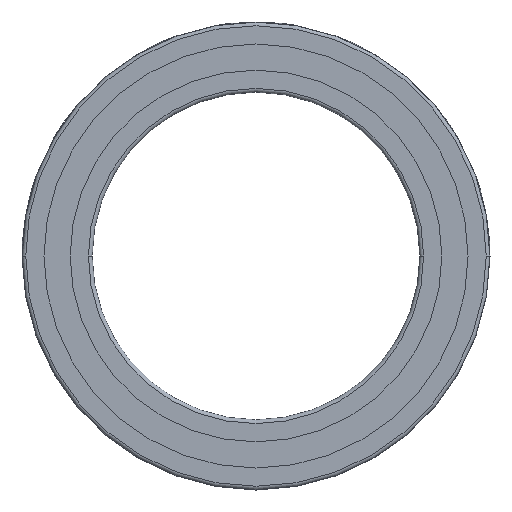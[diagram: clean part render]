
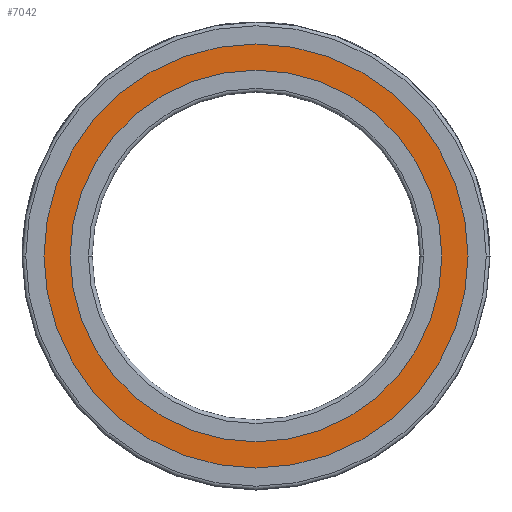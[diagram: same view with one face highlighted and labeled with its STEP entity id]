
A CAD part, left-side view. The second image highlights one B-rep face of the part: STEP entity #7042.
In plain terms, the highlighted planar face has unit normal (-1, 0, 0).
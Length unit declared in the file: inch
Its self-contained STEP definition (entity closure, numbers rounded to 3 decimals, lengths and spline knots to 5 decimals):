
#2270=CARTESIAN_POINT('',(-0.2835,0.,0.));
#2271=DIRECTION('',(-1.,0.,0.));
#2272=DIRECTION('',(0.,-1.,0.));
#2273=AXIS2_PLACEMENT_3D('',#2270,#2271,#2272);
#2280=CARTESIAN_POINT('',(-0.2835,0.,0.));
#2281=DIRECTION('',(1.,0.,0.));
#2282=DIRECTION('',(0.,1.,0.));
#2283=AXIS2_PLACEMENT_3D('',#2280,#2281,#2282);
#2285=CARTESIAN_POINT('',(-0.2835,0.,0.));
#2286=DIRECTION('',(1.,0.,0.));
#2287=DIRECTION('',(0.,-1.,0.));
#2288=AXIS2_PLACEMENT_3D('',#2285,#2286,#2287);
#2452=CARTESIAN_POINT('',(-0.2835,0.,0.));
#2453=DIRECTION('',(-1.,0.,0.));
#2454=DIRECTION('',(0.,1.,0.));
#2455=AXIS2_PLACEMENT_3D('',#2452,#2453,#2454);
#4163=CARTESIAN_POINT('',(-0.2835,1.563,0.));
#4164=CARTESIAN_POINT('',(-0.2835,-1.563,0.));
#4165=VERTEX_POINT('',#4163);
#4166=VERTEX_POINT('',#4164);
#4171=CARTESIAN_POINT('',(-0.2835,-1.7835,0.));
#4172=CARTESIAN_POINT('',(-0.2835,1.7835,0.));
#4173=VERTEX_POINT('',#4171);
#4174=VERTEX_POINT('',#4172);
#7026=CARTESIAN_POINT('',(-0.2835,0.,0.));
#7027=DIRECTION('',(1.,0.,0.));
#7028=DIRECTION('',(0.,0.,1.));
#7029=AXIS2_PLACEMENT_3D('',#7026,#7027,#7028);
#7030=PLANE('',#7029);
#7031=ORIENTED_EDGE('',*,*,#7016,.F.);
#7033=ORIENTED_EDGE('',*,*,#7032,.F.);
#7034=EDGE_LOOP('',(#7031,#7033));
#7035=FACE_OUTER_BOUND('',#7034,.F.);
#7037=ORIENTED_EDGE('',*,*,#7036,.F.);
#7039=ORIENTED_EDGE('',*,*,#7038,.F.);
#7040=EDGE_LOOP('',(#7037,#7039));
#7041=FACE_BOUND('',#7040,.F.);
#2274=CIRCLE('',#2273,1.7835);
#2284=CIRCLE('',#2283,1.563);
#2289=CIRCLE('',#2288,1.563);
#2456=CIRCLE('',#2455,1.7835);
#7016=EDGE_CURVE('',#4173,#4174,#2274,.T.);
#7032=EDGE_CURVE('',#4174,#4173,#2456,.T.);
#7036=EDGE_CURVE('',#4165,#4166,#2284,.T.);
#7038=EDGE_CURVE('',#4166,#4165,#2289,.T.);
#7042=ADVANCED_FACE('',(#7035,#7041),#7030,.F.);
